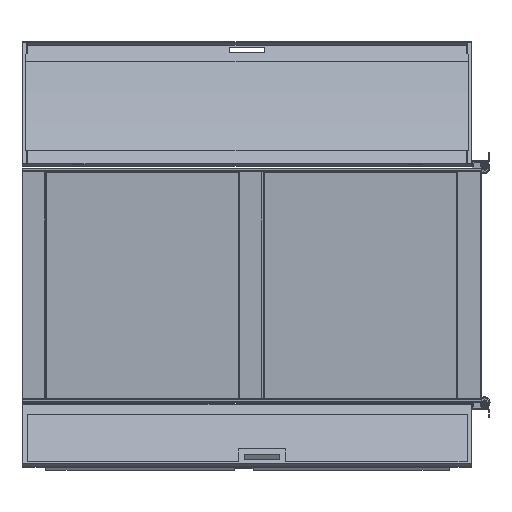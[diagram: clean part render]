
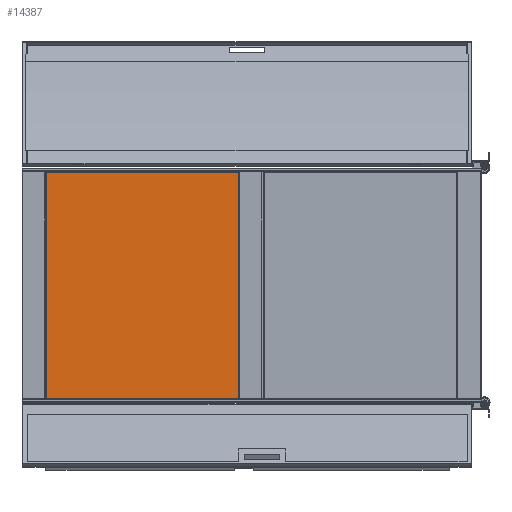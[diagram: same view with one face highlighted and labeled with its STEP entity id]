
A CAD part, left-side view. The second image highlights one B-rep face of the part: STEP entity #14387.
In plain terms, the highlighted face is planar.
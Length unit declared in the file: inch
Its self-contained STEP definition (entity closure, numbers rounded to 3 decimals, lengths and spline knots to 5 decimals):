
#2384 = DIRECTION ( 'NONE',  ( 1., 0., 0. ) ) ;
#3796 = VERTEX_POINT ( 'NONE', #122572 ) ;
#8895 = LINE ( 'NONE', #97828, #97557 ) ;
#14387 = ADVANCED_FACE ( 'NONE', ( #41173 ), #28671, .T. ) ;
#19223 = ORIENTED_EDGE ( 'NONE', *, *, #39581, .T. ) ;
#19327 = CARTESIAN_POINT ( 'NONE',  ( -18.95472, -16.12008, 0.04724 ) ) ;
#28671 = PLANE ( 'NONE',  #132569 ) ;
#28906 = CARTESIAN_POINT ( 'NONE',  ( 19.00591, -16.12008, 0.04724 ) ) ;
#30410 = CARTESIAN_POINT ( 'NONE',  ( 18.95472, 16.12008, 0.04724 ) ) ;
#34515 = CARTESIAN_POINT ( 'NONE',  ( -18.95472, -16.17126, 0.04724 ) ) ;
#34522 = ORIENTED_EDGE ( 'NONE', *, *, #94970, .T. ) ;
#39581 = EDGE_CURVE ( 'NONE', #88590, #64872, #143558, .T. ) ;
#41173 = FACE_OUTER_BOUND ( 'NONE', #111700, .T. ) ;
#42418 = CARTESIAN_POINT ( 'NONE',  ( 19.00591, 16.12008, 0.04724 ) ) ;
#49506 = DIRECTION ( 'NONE',  ( 0., 1., 0. ) ) ;
#64872 = VERTEX_POINT ( 'NONE', #116426 ) ;
#67365 = DIRECTION ( 'NONE',  ( -1., 0., 0. ) ) ;
#88590 = VERTEX_POINT ( 'NONE', #19327 ) ;
#89861 = LINE ( 'NONE', #42418, #105004 ) ;
#93069 = VECTOR ( 'NONE', #136710, 39.37008 ) ;
#94970 = EDGE_CURVE ( 'NONE', #64872, #135071, #8895, .T. ) ;
#97557 = VECTOR ( 'NONE', #49506, 39.37008 ) ;
#97828 = CARTESIAN_POINT ( 'NONE',  ( 18.95472, -16.17126, 0.04724 ) ) ;
#105004 = VECTOR ( 'NONE', #67365, 39.37008 ) ;
#108781 = VECTOR ( 'NONE', #2384, 39.37008 ) ;
#111700 = EDGE_LOOP ( 'NONE', ( #19223, #34522, #135234, #113300 ) ) ;
#113300 = ORIENTED_EDGE ( 'NONE', *, *, #116528, .T. ) ;
#116426 = CARTESIAN_POINT ( 'NONE',  ( 18.95472, -16.12008, 0.04724 ) ) ;
#116528 = EDGE_CURVE ( 'NONE', #3796, #88590, #135900, .T. ) ;
#122572 = CARTESIAN_POINT ( 'NONE',  ( -18.95472, 16.12008, 0.04724 ) ) ;
#122585 = DIRECTION ( 'NONE',  ( 1., 0., 0. ) ) ;
#132569 = AXIS2_PLACEMENT_3D ( 'NONE', #145753, #132588, #122585 ) ;
#132588 = DIRECTION ( 'NONE',  ( 0., 0., 1. ) ) ;
#135071 = VERTEX_POINT ( 'NONE', #30410 ) ;
#135234 = ORIENTED_EDGE ( 'NONE', *, *, #138837, .T. ) ;
#135900 = LINE ( 'NONE', #34515, #93069 ) ;
#136710 = DIRECTION ( 'NONE',  ( 0., -1., 0. ) ) ;
#138837 = EDGE_CURVE ( 'NONE', #135071, #3796, #89861, .T. ) ;
#143558 = LINE ( 'NONE', #28906, #108781 ) ;
#145753 = CARTESIAN_POINT ( 'NONE',  ( 19.00591, -16.17126, 0.04724 ) ) ;
